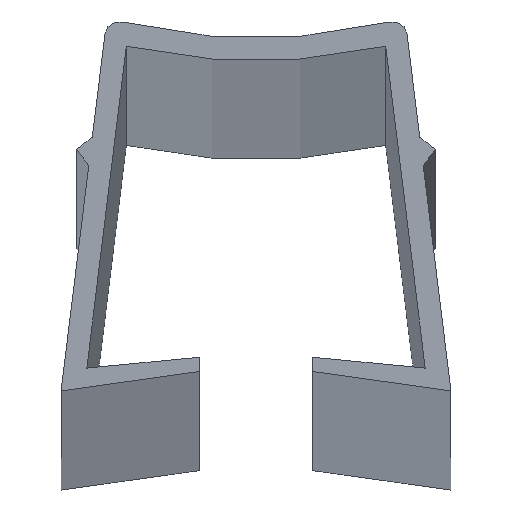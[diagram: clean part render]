
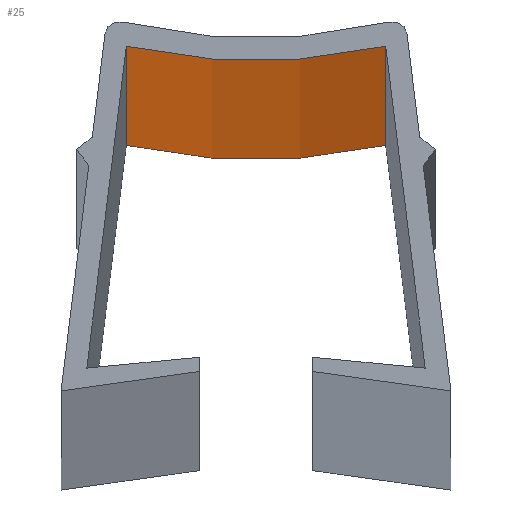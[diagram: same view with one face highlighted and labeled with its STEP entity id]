
A CAD part, top view. The second image highlights one B-rep face of the part: STEP entity #25.
In plain terms, the highlighted cylindrical face has radius 20.8 mm (diameter 41.6 mm), a partial arc.
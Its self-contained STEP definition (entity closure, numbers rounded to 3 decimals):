
#10 = AXIS2_PLACEMENT_3D ( 'NONE', #259, #609, #188 ) ;
#18 = CARTESIAN_POINT ( 'NONE',  ( 0., 19.425, 1000. ) ) ;
#25 = ADVANCED_FACE ( 'NONE', ( #410 ), #316, .T. ) ;
#27 = ORIENTED_EDGE ( 'NONE', *, *, #29, .T. ) ;
#29 = EDGE_CURVE ( 'NONE', #363, #318, #116, .T. ) ;
#30 = DIRECTION ( 'NONE',  ( 0., 0., -1. ) ) ;
#48 = EDGE_CURVE ( 'NONE', #318, #433, #503, .T. ) ;
#116 = CIRCLE ( 'NONE', #375, 20.8 ) ;
#142 = DIRECTION ( 'NONE',  ( -1., 0., 0. ) ) ;
#151 = ORIENTED_EDGE ( 'NONE', *, *, #48, .T. ) ;
#182 = VECTOR ( 'NONE', #273, 1000. ) ;
#188 = DIRECTION ( 'NONE',  ( -1., 0., 0. ) ) ;
#195 = EDGE_CURVE ( 'NONE', #201, #363, #583, .T. ) ;
#201 = VERTEX_POINT ( 'NONE', #386 ) ;
#259 = CARTESIAN_POINT ( 'NONE',  ( 0., 19.425, 1000. ) ) ;
#264 = CARTESIAN_POINT ( 'NONE',  ( 0., 19.425, -1000. ) ) ;
#269 = DIRECTION ( 'NONE',  ( 0., 0., 1. ) ) ;
#272 = CIRCLE ( 'NONE', #10, 20.8 ) ;
#273 = DIRECTION ( 'NONE',  ( 0., 0., 1. ) ) ;
#316 = CYLINDRICAL_SURFACE ( 'NONE', #341, 20.8 ) ;
#318 = VERTEX_POINT ( 'NONE', #343 ) ;
#323 = CARTESIAN_POINT ( 'NONE',  ( 4.566, -0.868, 1000. ) ) ;
#326 = DIRECTION ( 'NONE',  ( 0., 0., -1. ) ) ;
#329 = CARTESIAN_POINT ( 'NONE',  ( -4.566, -0.868, 1000. ) ) ;
#341 = AXIS2_PLACEMENT_3D ( 'NONE', #18, #326, #502 ) ;
#343 = CARTESIAN_POINT ( 'NONE',  ( 4.566, -0.868, -1000. ) ) ;
#363 = VERTEX_POINT ( 'NONE', #652 ) ;
#375 = AXIS2_PLACEMENT_3D ( 'NONE', #264, #269, #142 ) ;
#386 = CARTESIAN_POINT ( 'NONE',  ( -4.566, -0.868, 1000. ) ) ;
#390 = EDGE_LOOP ( 'NONE', ( #526, #586, #27, #151 ) ) ;
#400 = VECTOR ( 'NONE', #30, 1000. ) ;
#410 = FACE_OUTER_BOUND ( 'NONE', #390, .T. ) ;
#433 = VERTEX_POINT ( 'NONE', #323 ) ;
#502 = DIRECTION ( 'NONE',  ( -1., 0., 0. ) ) ;
#503 = LINE ( 'NONE', #679, #182 ) ;
#526 = ORIENTED_EDGE ( 'NONE', *, *, #758, .T. ) ;
#583 = LINE ( 'NONE', #329, #400 ) ;
#586 = ORIENTED_EDGE ( 'NONE', *, *, #195, .T. ) ;
#609 = DIRECTION ( 'NONE',  ( 0., 0., -1. ) ) ;
#652 = CARTESIAN_POINT ( 'NONE',  ( -4.566, -0.868, -1000. ) ) ;
#679 = CARTESIAN_POINT ( 'NONE',  ( 4.566, -0.868, 1000. ) ) ;
#758 = EDGE_CURVE ( 'NONE', #433, #201, #272, .T. ) ;
